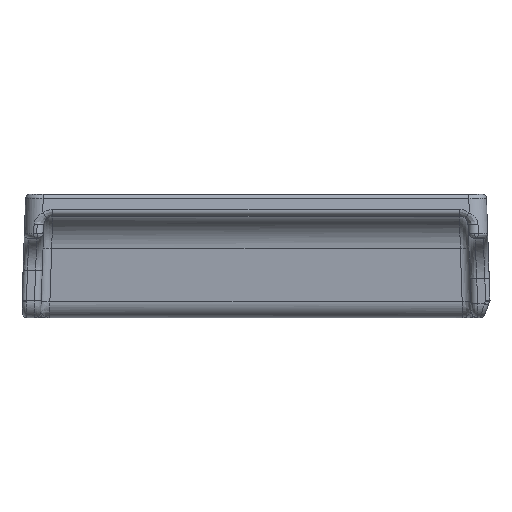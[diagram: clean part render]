
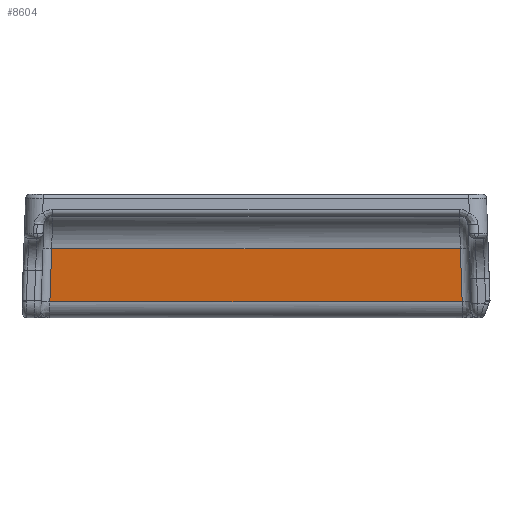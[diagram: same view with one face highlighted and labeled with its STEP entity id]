
A CAD part, front view. The second image highlights one B-rep face of the part: STEP entity #8604.
In plain terms, the highlighted planar face has unit normal (0, -0.996, -0.087).
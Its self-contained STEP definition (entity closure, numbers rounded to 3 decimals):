
#161 = CARTESIAN_POINT ( 'NONE',  ( 0., -9., 1.9 ) ) ;
#174 = EDGE_CURVE ( 'NONE', #4201, #4519, #6016, .T. ) ;
#256 = AXIS2_PLACEMENT_3D ( 'NONE', #161, #977, #6678 ) ;
#469 = LINE ( 'NONE', #7301, #6975 ) ;
#576 = ORIENTED_EDGE ( 'NONE', *, *, #3406, .T. ) ;
#977 = DIRECTION ( 'NONE',  ( 0., -0.996, -0.087 ) ) ;
#1096 = CARTESIAN_POINT ( 'NONE',  ( -17.99, -8.993, 1.826 ) ) ;
#1569 = ORIENTED_EDGE ( 'NONE', *, *, #4076, .T. ) ;
#3180 = DIRECTION ( 'NONE',  ( -0.035, 0.087, -0.996 ) ) ;
#3406 = EDGE_CURVE ( 'NONE', #4519, #3902, #469, .T. ) ;
#3902 = VERTEX_POINT ( 'NONE', #9370 ) ;
#4076 = EDGE_CURVE ( 'NONE', #3902, #8134, #6694, .T. ) ;
#4201 = VERTEX_POINT ( 'NONE', #5168 ) ;
#4489 = VECTOR ( 'NONE', #8660, 1000. ) ;
#4499 = VECTOR ( 'NONE', #3180, 1000. ) ;
#4519 = VERTEX_POINT ( 'NONE', #8157 ) ;
#4764 = EDGE_CURVE ( 'NONE', #8134, #4201, #8858, .T. ) ;
#4775 = CARTESIAN_POINT ( 'NONE',  ( -17.966, -9.054, 2.523 ) ) ;
#4788 = EDGE_LOOP ( 'NONE', ( #576, #1569, #7999, #5317 ) ) ;
#5012 = PLANE ( 'NONE',  #256 ) ;
#5168 = CARTESIAN_POINT ( 'NONE',  ( 28.74, -8.993, 1.826 ) ) ;
#5317 = ORIENTED_EDGE ( 'NONE', *, *, #174, .T. ) ;
#5523 = DIRECTION ( 'NONE',  ( -0.035, -0.087, 0.996 ) ) ;
#6016 = LINE ( 'NONE', #6370, #9860 ) ;
#6370 = CARTESIAN_POINT ( 'NONE',  ( 28.703, -9.087, 2.895 ) ) ;
#6467 = DIRECTION ( 'NONE',  ( -1., 0., 0. ) ) ;
#6678 = DIRECTION ( 'NONE',  ( 0., 0.087, -0.996 ) ) ;
#6694 = LINE ( 'NONE', #4775, #4499 ) ;
#6975 = VECTOR ( 'NONE', #6467, 1000. ) ;
#7030 = CARTESIAN_POINT ( 'NONE',  ( 0., -8.993, 1.826 ) ) ;
#7301 = CARTESIAN_POINT ( 'NONE',  ( -18.65, -9.52, 7.849 ) ) ;
#7999 = ORIENTED_EDGE ( 'NONE', *, *, #4764, .T. ) ;
#8134 = VERTEX_POINT ( 'NONE', #1096 ) ;
#8157 = CARTESIAN_POINT ( 'NONE',  ( 28.53, -9.52, 7.849 ) ) ;
#8604 = ADVANCED_FACE ( 'NONE', ( #8878 ), #5012, .T. ) ;
#8660 = DIRECTION ( 'NONE',  ( 1., 0., 0. ) ) ;
#8858 = LINE ( 'NONE', #7030, #4489 ) ;
#8878 = FACE_OUTER_BOUND ( 'NONE', #4788, .T. ) ;
#9370 = CARTESIAN_POINT ( 'NONE',  ( -17.78, -9.52, 7.849 ) ) ;
#9860 = VECTOR ( 'NONE', #5523, 1000. ) ;
